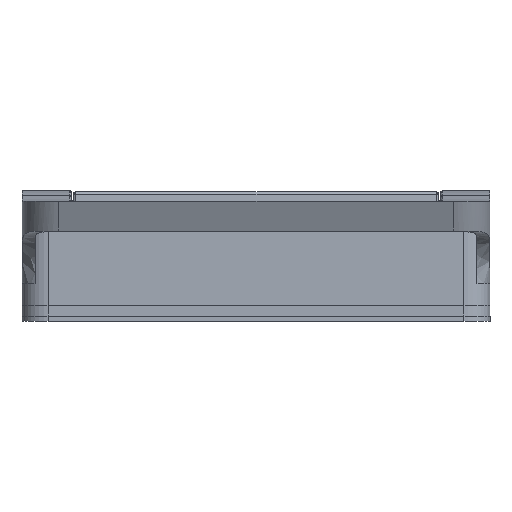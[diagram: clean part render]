
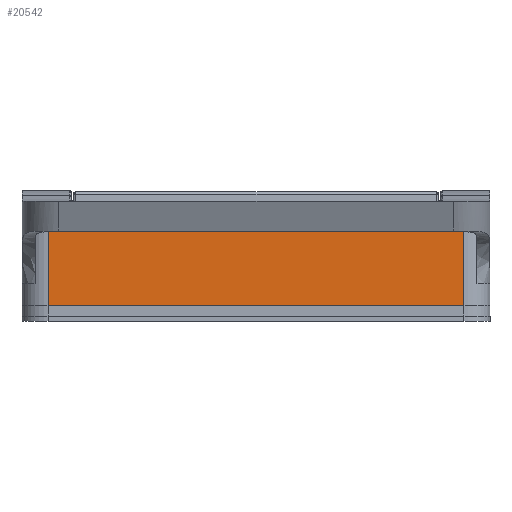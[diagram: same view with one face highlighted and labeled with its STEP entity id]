
A CAD part, front view. The second image highlights one B-rep face of the part: STEP entity #20542.
In plain terms, the highlighted planar face has unit normal (0, -1, 0).
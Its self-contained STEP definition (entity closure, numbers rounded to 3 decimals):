
#1145 = VECTOR ( 'NONE', #1456, 1000. ) ;
#1456 = DIRECTION ( 'NONE',  ( 1., 0., 0. ) ) ;
#2049 = VERTEX_POINT ( 'NONE', #10847 ) ;
#2798 = DIRECTION ( 'NONE',  ( 0., -1., 0. ) ) ;
#4322 = CARTESIAN_POINT ( 'NONE',  ( -39.8, -66., 1. ) ) ;
#4399 = CARTESIAN_POINT ( 'NONE',  ( 0., -66., 1. ) ) ;
#4885 = EDGE_CURVE ( 'NONE', #23479, #8610, #24779, .T. ) ;
#5613 = CARTESIAN_POINT ( 'NONE',  ( 39.8, -66., 19. ) ) ;
#5723 = CARTESIAN_POINT ( 'NONE',  ( -21.15, -66., 10. ) ) ;
#6070 = VECTOR ( 'NONE', #7284, 1000. ) ;
#7284 = DIRECTION ( 'NONE',  ( 0., 0., 1. ) ) ;
#7338 = LINE ( 'NONE', #4399, #1145 ) ;
#7545 = ORIENTED_EDGE ( 'NONE', *, *, #20629, .F. ) ;
#8448 = ORIENTED_EDGE ( 'NONE', *, *, #23712, .T. ) ;
#8610 = VERTEX_POINT ( 'NONE', #15242 ) ;
#10208 = CARTESIAN_POINT ( 'NONE',  ( -39.8, -66., 2.5 ) ) ;
#10847 = CARTESIAN_POINT ( 'NONE',  ( -39.8, -66., 19. ) ) ;
#11596 = PLANE ( 'NONE',  #25869 ) ;
#12710 = DIRECTION ( 'NONE',  ( -1., 0., 0. ) ) ;
#13140 = LINE ( 'NONE', #10208, #6070 ) ;
#14098 = ORIENTED_EDGE ( 'NONE', *, *, #4885, .F. ) ;
#14394 = VERTEX_POINT ( 'NONE', #4322 ) ;
#15242 = CARTESIAN_POINT ( 'NONE',  ( 39.8, -66., 1. ) ) ;
#15644 = CARTESIAN_POINT ( 'NONE',  ( 19.5, -66., 19. ) ) ;
#18570 = LINE ( 'NONE', #15644, #24777 ) ;
#18855 = DIRECTION ( 'NONE',  ( 0., 0., -1. ) ) ;
#20542 = ADVANCED_FACE ( 'NONE', ( #26635 ), #11596, .T. ) ;
#20629 = EDGE_CURVE ( 'NONE', #14394, #2049, #13140, .T. ) ;
#21811 = CARTESIAN_POINT ( 'NONE',  ( 39.8, -66., 2.5 ) ) ;
#22662 = ORIENTED_EDGE ( 'NONE', *, *, #27041, .T. ) ;
#23479 = VERTEX_POINT ( 'NONE', #5613 ) ;
#23712 = EDGE_CURVE ( 'NONE', #14394, #8610, #7338, .T. ) ;
#24777 = VECTOR ( 'NONE', #12710, 1000. ) ;
#24779 = LINE ( 'NONE', #21811, #26970 ) ;
#25869 = AXIS2_PLACEMENT_3D ( 'NONE', #5723, #2798, #28540 ) ;
#26635 = FACE_OUTER_BOUND ( 'NONE', #27212, .T. ) ;
#26970 = VECTOR ( 'NONE', #18855, 1000. ) ;
#27041 = EDGE_CURVE ( 'NONE', #23479, #2049, #18570, .T. ) ;
#27212 = EDGE_LOOP ( 'NONE', ( #7545, #8448, #14098, #22662 ) ) ;
#28540 = DIRECTION ( 'NONE',  ( 0., 0., -1. ) ) ;
